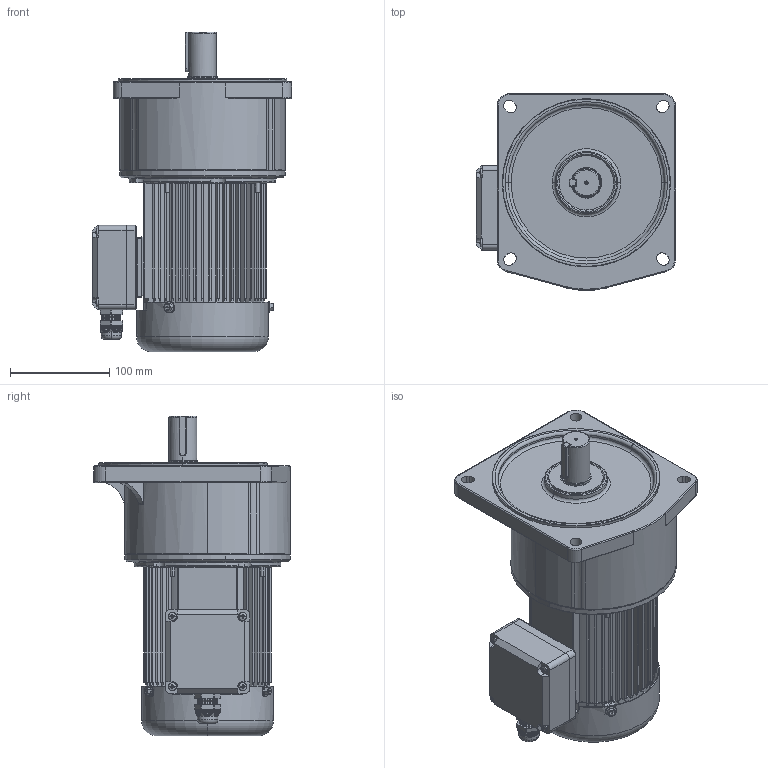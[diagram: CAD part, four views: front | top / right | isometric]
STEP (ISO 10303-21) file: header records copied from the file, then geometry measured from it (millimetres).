
FILE_DESCRIPTION (( 'STEP AP203' ), '1' );
FILE_NAME ('(標準品)G13V200W(5B42XXX100)(減速比共用).STEP', '2016-01-28T08:36:51', ( 'SE' ), ( 'SE' ), 'SwSTEP 2.0', 'SolidWorks 2010', '' );
FILE_SCHEMA (( 'CONFIG_CONTROL_DESIGN' ));
Length unit declared in the file: millimetre
Products named in the file (16): 出線盒下蓋; 成品-塑膠T盒; 外六角內十字螺絲M5 x 10_ISO 4162 - M5 x 10 x 10-N; 7x7xL_40L; G13-750C1-04(含200.400)_G13200C1成品; (標準品)G13V200W(5B42XXX100)(減速比共用); M200C2A; M100CD1-45; 100W風扇蓋131x50／缺口70(直角); 出線盒上蓋; ･Xｽuｲｰｹﾔ､TH-UP3(PVC2mmｫp); 丸頭螺絲 M4 x35 --35N_JIS B 1111 Binding head screw M4 x 8 --8N; 出線頭 Ver.2; G13OS1; G13VBOX_加工圖; 油封30x55x8
Assembly tree (20 placements, depth 3):
  (標準品)G13V200W(5B42XXX100)(減速比共用)
    外六角內十字螺絲M5 x 10_ISO 4162 - M5 x 10 x 10-N  x3
    M200C2A
    油封30x55x8
    成品-塑膠T盒
      ･Xｽuｲｰｹﾔ､TH-UP3(PVC2mmｫp)
      出線盒上蓋
      丸頭螺絲 M4 x35 --35N_JIS B 1111 Binding head screw M4 x 8 --8N  x4
      出線盒下蓋
      出線頭 Ver.2
    G13-750C1-04(含200.400)_G13200C1成品
    G13OS1
    G13VBOX_加工圖
    7x7xL_40L
    100W風扇蓋131x50／缺口70(直角)
    M100CD1-45
Bounding box: 201 x 198.5 x 322.5 mm (x, y, z)
Volume: 4390019.2 mm3; surface area: 519878 mm2
Topology: 19 solids, 22 shells, 2799 faces, 7438 edges, 4717 vertices
Faces by surface type: cone 934, cylinder 908, plane 842, torus 89, bspline 18, sphere 8
Entity records: 58102 total; most frequent: CARTESIAN_POINT 11644, DIRECTION 9560, ORIENTED_EDGE 9300, EDGE_CURVE 4650, AXIS2_PLACEMENT_3D 3466, VERTEX_POINT 2988, LINE 2628, VECTOR 2628
